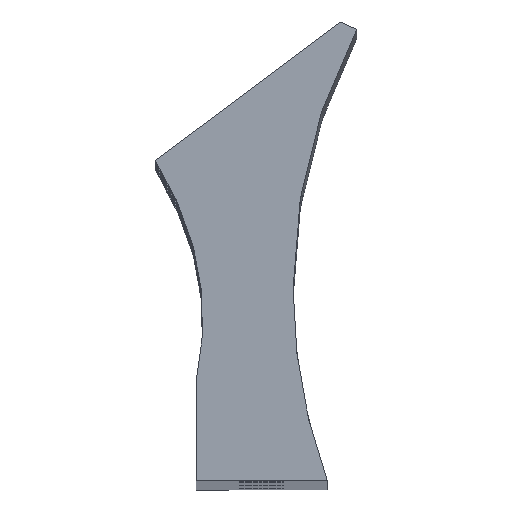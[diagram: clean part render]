
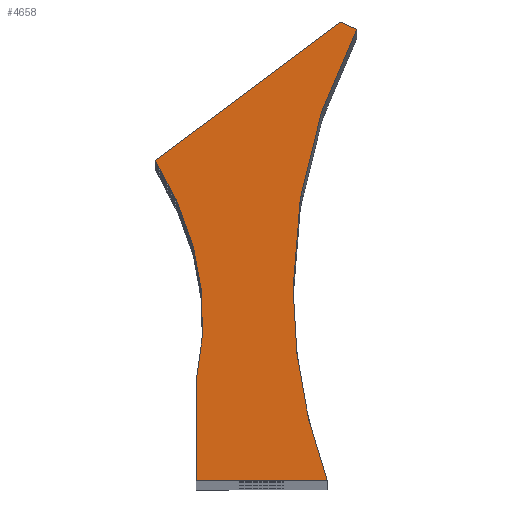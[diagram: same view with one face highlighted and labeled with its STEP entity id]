
A CAD part, top view. The second image highlights one B-rep face of the part: STEP entity #4658.
In plain terms, the highlighted planar face has unit normal (0, 0, 1).
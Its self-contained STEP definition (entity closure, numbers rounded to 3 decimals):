
#68 = CARTESIAN_POINT ( 'NONE',  ( -5.985, -17.839, 730. ) ) ;
#112 = LINE ( 'NONE', #4553, #4261 ) ;
#214 = AXIS2_PLACEMENT_3D ( 'NONE', #3474, #2365, #1511 ) ;
#331 = CARTESIAN_POINT ( 'NONE',  ( 16.064, 30.399, 730. ) ) ;
#411 = CARTESIAN_POINT ( 'NONE',  ( 7.317, -5.171, 730. ) ) ;
#415 = EDGE_LOOP ( 'NONE', ( #1340, #3338, #845, #3368, #2144, #2552, #681, #1671 ) ) ;
#418 = EDGE_CURVE ( 'NONE', #2028, #5071, #5145, .T. ) ;
#537 = VECTOR ( 'NONE', #786, 1000. ) ;
#680 = DIRECTION ( 'NONE',  ( 0., 0., -1. ) ) ;
#681 = ORIENTED_EDGE ( 'NONE', *, *, #704, .T. ) ;
#700 = CARTESIAN_POINT ( 'NONE',  ( -5.985, -31.601, 730. ) ) ;
#704 = EDGE_CURVE ( 'NONE', #3093, #3762, #112, .T. ) ;
#731 = CARTESIAN_POINT ( 'NONE',  ( -43.827, -9.463, 730. ) ) ;
#786 = DIRECTION ( 'NONE',  ( 0., -1., 0. ) ) ;
#788 = VECTOR ( 'NONE', #1956, 1000. ) ;
#822 = CARTESIAN_POINT ( 'NONE',  ( 13.815, 31.399, 730. ) ) ;
#845 = ORIENTED_EDGE ( 'NONE', *, *, #418, .T. ) ;
#1029 = VECTOR ( 'NONE', #4375, 1000. ) ;
#1179 = CARTESIAN_POINT ( 'NONE',  ( 12.015, -31.601, 730. ) ) ;
#1249 = EDGE_CURVE ( 'NONE', #1439, #3583, #4847, .T. ) ;
#1304 = EDGE_CURVE ( 'NONE', #3762, #1373, #5121, .T. ) ;
#1340 = ORIENTED_EDGE ( 'NONE', *, *, #1722, .T. ) ;
#1373 = VERTEX_POINT ( 'NONE', #4074 ) ;
#1439 = VERTEX_POINT ( 'NONE', #411 ) ;
#1474 = DIRECTION ( 'NONE',  ( 1., 0., 0. ) ) ;
#1481 = CARTESIAN_POINT ( 'NONE',  ( -8.464, 6.399, 730. ) ) ;
#1511 = DIRECTION ( 'NONE',  ( -1., 0., 0. ) ) ;
#1591 = CARTESIAN_POINT ( 'NONE',  ( 84.015, -5.171, 730. ) ) ;
#1632 = VECTOR ( 'NONE', #1474, 1000. ) ;
#1671 = ORIENTED_EDGE ( 'NONE', *, *, #1304, .T. ) ;
#1722 = EDGE_CURVE ( 'NONE', #1373, #3106, #3149, .T. ) ;
#1885 = EDGE_CURVE ( 'NONE', #3583, #3093, #4493, .T. ) ;
#1956 = DIRECTION ( 'NONE',  ( -0.914, 0.406, 0. ) ) ;
#1965 = PLANE ( 'NONE',  #214 ) ;
#2028 = VERTEX_POINT ( 'NONE', #4556 ) ;
#2144 = ORIENTED_EDGE ( 'NONE', *, *, #1249, .T. ) ;
#2341 = FACE_OUTER_BOUND ( 'NONE', #415, .T. ) ;
#2357 = DIRECTION ( 'NONE',  ( -1., 0., 0. ) ) ;
#2365 = DIRECTION ( 'NONE',  ( 0., 0., -1. ) ) ;
#2444 = DIRECTION ( 'NONE',  ( 0., 0., -1. ) ) ;
#2457 = CARTESIAN_POINT ( 'NONE',  ( -5.985, -17.839, 730. ) ) ;
#2552 = ORIENTED_EDGE ( 'NONE', *, *, #1885, .T. ) ;
#2618 = CARTESIAN_POINT ( 'NONE',  ( -11.613, 12.388, 730. ) ) ;
#2861 = EDGE_CURVE ( 'NONE', #3106, #2028, #5199, .T. ) ;
#3084 = EDGE_CURVE ( 'NONE', #5071, #1439, #5215, .T. ) ;
#3093 = VERTEX_POINT ( 'NONE', #822 ) ;
#3106 = VERTEX_POINT ( 'NONE', #68 ) ;
#3149 = CIRCLE ( 'NONE', #4003, 38.758 ) ;
#3249 = CARTESIAN_POINT ( 'NONE',  ( 16.064, 30.399, 730. ) ) ;
#3338 = ORIENTED_EDGE ( 'NONE', *, *, #2861, .T. ) ;
#3368 = ORIENTED_EDGE ( 'NONE', *, *, #3084, .T. ) ;
#3474 = CARTESIAN_POINT ( 'NONE',  ( -43.827, -9.463, 730. ) ) ;
#3575 = DIRECTION ( 'NONE',  ( 1., 0., 0. ) ) ;
#3583 = VERTEX_POINT ( 'NONE', #3249 ) ;
#3762 = VERTEX_POINT ( 'NONE', #2618 ) ;
#3781 = DIRECTION ( 'NONE',  ( -0.801, -0.599, 0. ) ) ;
#3896 = CARTESIAN_POINT ( 'NONE',  ( 84.015, -5.171, 730. ) ) ;
#4003 = AXIS2_PLACEMENT_3D ( 'NONE', #731, #5065, #2357 ) ;
#4074 = CARTESIAN_POINT ( 'NONE',  ( -8.464, 6.399, 730. ) ) ;
#4261 = VECTOR ( 'NONE', #3781, 1000. ) ;
#4364 = AXIS2_PLACEMENT_3D ( 'NONE', #1591, #2444, #4828 ) ;
#4375 = DIRECTION ( 'NONE',  ( 0.465, -0.885, 0. ) ) ;
#4493 = LINE ( 'NONE', #331, #788 ) ;
#4553 = CARTESIAN_POINT ( 'NONE',  ( 13.815, 31.399, 730. ) ) ;
#4556 = CARTESIAN_POINT ( 'NONE',  ( -5.985, -31.601, 730. ) ) ;
#4597 = AXIS2_PLACEMENT_3D ( 'NONE', #3896, #680, #3575 ) ;
#4658 = ADVANCED_FACE ( 'NONE', ( #2341 ), #1965, .F. ) ;
#4828 = DIRECTION ( 'NONE',  ( 1., 0., 0. ) ) ;
#4847 = CIRCLE ( 'NONE', #4597, 76.698 ) ;
#5065 = DIRECTION ( 'NONE',  ( 0., 0., -1. ) ) ;
#5071 = VERTEX_POINT ( 'NONE', #1179 ) ;
#5121 = LINE ( 'NONE', #1481, #1029 ) ;
#5145 = LINE ( 'NONE', #700, #1632 ) ;
#5199 = LINE ( 'NONE', #2457, #537 ) ;
#5215 = CIRCLE ( 'NONE', #4364, 76.698 ) ;
